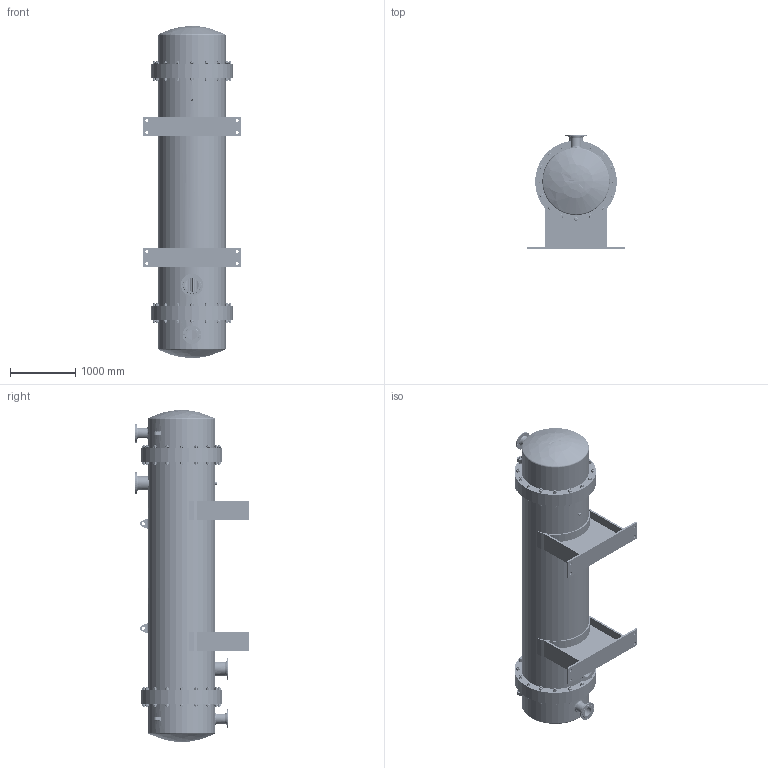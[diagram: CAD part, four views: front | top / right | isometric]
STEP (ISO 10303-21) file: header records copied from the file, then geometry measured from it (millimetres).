
FILE_DESCRIPTION(/* description */ (''),/* implementation_level */ '2;1');
FILE_NAME(/* name */ 'Shell and Tube Heat Exchanger.stp',/* time_stamp */ '2024-02-21T17:17:11+01:00',/* author */ ('matet'),/* organization */ (''),/* preprocessor_version */ 'ST-DEVELOPER v19.2',/* originating_system */ 'Autodesk Inventor 2024',/* authorisation */ '');
FILE_SCHEMA (('AUTOMOTIVE_DESIGN { 1 0 10303 214 3 1 1 }'));
Length unit declared in the file: millimetre
Products named in the file (18): Shell and Tube Heat Exchanger; Tubes and tube sheet part; Tubes and tube sheet; Tube sheet; Tube; Tube_MIR2; Baffles part; Baffles; Baffle; Shell; Holder; Rear-end header; Front-end header; Fasteners part; Fasteners; ISO 8673  - M33 x 2; DIN 126 - 36; Thread_MIR1
Assembly tree (698 placements, depth 4):
  Shell and Tube Heat Exchanger
    Tubes and tube sheet part
      Tubes and tube sheet
        Tube sheet  x2
        Tube  x296
        Tube_MIR2  x296
    Baffles part
      Baffles
        Baffle  x12
    Shell
    Holder  x2
    Rear-end header
    Front-end header
    Fasteners part  x2
      Fasteners
        ISO 8673  - M33 x 2  x32
        DIN 126 - 36  x32
        Thread_MIR1  x16
Bounding box: 1500 x 1742 x 5080 mm (x, y, z)
Volume: 883778728.9 mm3; surface area: 358542780.7 mm2
Topology: 771 solids, 771 shells, 9692 faces, 24198 edges, 16077 vertices
Faces by surface type: cylinder 7320, plane 2015, cone 329, bspline 18, torus 10
Full cylindrical faces by diameter (mm): 19 x592, 22 x6328, 25 x1, 30.835 x64, 33 x32, 35 x4, 36 x160, 45 x9, 50 x2, 60 x64, 150 x2, 159 x2, 207.3 x2, 219.1 x2, 285 x2, 340 x2, 1000 x3, 1032 x3, 1250 x6
Entity records: 55364 total; most frequent: CARTESIAN_POINT 10285, DIRECTION 9774, ORIENTED_EDGE 7324, AXIS2_PLACEMENT_3D 4262, EDGE_CURVE 3662, EDGE_LOOP 3462, VERTEX_POINT 2448, CIRCLE 2293
